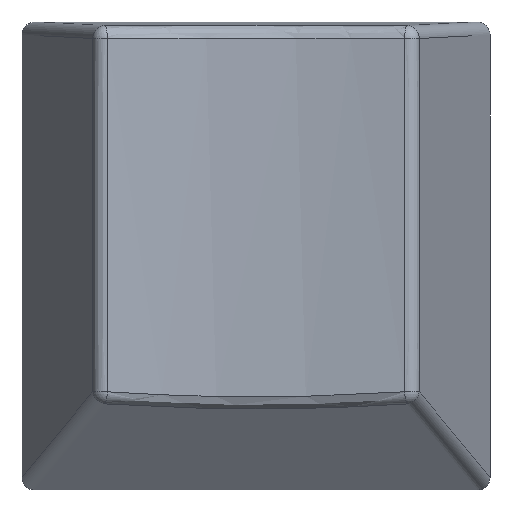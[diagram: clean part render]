
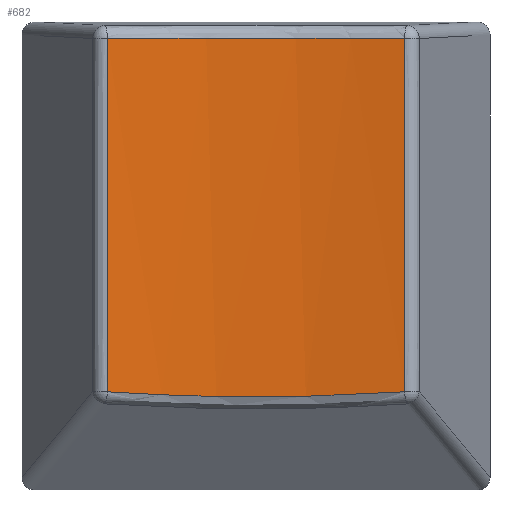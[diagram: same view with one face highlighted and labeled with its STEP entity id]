
A CAD part, top view. The second image highlights one B-rep face of the part: STEP entity #682.
In plain terms, the highlighted free-form (B-spline) face has degree [5, 1] with [15, 2] control points.
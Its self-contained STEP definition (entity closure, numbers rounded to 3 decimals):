
#15=(
BOUNDED_SURFACE()
B_SPLINE_SURFACE(5,1,((#1278,#1279),(#1280,#1281),(#1282,#1283),(#1284,
#1285),(#1286,#1287),(#1288,#1289),(#1290,#1291),(#1292,#1293),(#1294,#1295),
(#1296,#1297),(#1298,#1299),(#1300,#1301),(#1302,#1303),(#1304,#1305),(#1306,
#1307)),.UNSPECIFIED.,.F.,.F.,.F.)
B_SPLINE_SURFACE_WITH_KNOTS((6,1,1,1,1,1,1,1,1,1,6),(2,2),(-1.,-0.9,-0.8,
-0.7,-0.6,-0.5,-0.4,-0.3,-0.2,-0.1,0.),(-1.07,1.07),.UNSPECIFIED.)
GEOMETRIC_REPRESENTATION_ITEM()
RATIONAL_B_SPLINE_SURFACE(((1.,1.),(1.,1.),(1.,1.),(1.,1.),(1.,1.),(1.,
1.),(1.,1.),(1.,1.),(1.,1.),(1.,1.),(1.,1.),(1.,1.),(1.,1.),(1.,1.),(1.,
1.)))
REPRESENTATION_ITEM('')
SURFACE()
);
#78=FACE_OUTER_BOUND('',#121,.T.);
#121=EDGE_LOOP('',(#546,#547,#548,#549));
#151=B_SPLINE_CURVE_WITH_KNOTS('',3,(#1129,#1130,#1131,#1132,#1133),
 .UNSPECIFIED.,.F.,.F.,(4,1,4),(0.045,0.548,1.218),
 .UNSPECIFIED.);
#153=B_SPLINE_CURVE_WITH_KNOTS('',3,(#1184,#1185,#1186,#1187,#1188),
 .UNSPECIFIED.,.F.,.F.,(4,1,4),(0.045,0.716,1.219),
 .UNSPECIFIED.);
#155=B_SPLINE_CURVE_WITH_KNOTS('',3,(#1219,#1220,#1221,#1222),
 .UNSPECIFIED.,.F.,.F.,(4,4),(0.05,1.417),
 .UNSPECIFIED.);
#156=B_SPLINE_CURVE_WITH_KNOTS('',3,(#1243,#1244,#1245,#1246),
 .UNSPECIFIED.,.F.,.F.,(4,4),(-1.417,-0.05),
 .UNSPECIFIED.);
#313=VERTEX_POINT('',#1089);
#316=VERTEX_POINT('',#1096);
#318=VERTEX_POINT('',#1136);
#322=VERTEX_POINT('',#1148);
#385=EDGE_CURVE('',#313,#316,#151,.T.);
#396=EDGE_CURVE('',#322,#318,#153,.T.);
#401=EDGE_CURVE('',#316,#322,#155,.T.);
#402=EDGE_CURVE('',#318,#313,#156,.T.);
#546=ORIENTED_EDGE('',*,*,#396,.F.);
#547=ORIENTED_EDGE('',*,*,#401,.F.);
#548=ORIENTED_EDGE('',*,*,#385,.F.);
#549=ORIENTED_EDGE('',*,*,#402,.F.);
#682=ADVANCED_FACE('',(#78),#15,.F.);
#1089=CARTESIAN_POINT('',(-5.751,8.396,9.313));
#1096=CARTESIAN_POINT('',(5.751,8.396,9.313));
#1129=CARTESIAN_POINT('Ctrl Pts',(-5.751,8.396,9.313));
#1130=CARTESIAN_POINT('Ctrl Pts',(-4.119,8.401,9.031));
#1131=CARTESIAN_POINT('Ctrl Pts',(-0.277,8.409,8.596));
#1132=CARTESIAN_POINT('Ctrl Pts',(3.576,8.403,8.937));
#1133=CARTESIAN_POINT('Ctrl Pts',(5.751,8.396,9.313));
#1136=CARTESIAN_POINT('',(-5.751,-5.269,9.313));
#1148=CARTESIAN_POINT('',(5.751,-5.269,9.313));
#1184=CARTESIAN_POINT('Ctrl Pts',(5.751,-5.269,9.313));
#1185=CARTESIAN_POINT('Ctrl Pts',(3.578,-5.408,8.937));
#1186=CARTESIAN_POINT('Ctrl Pts',(-0.278,-5.536,
8.596));
#1187=CARTESIAN_POINT('Ctrl Pts',(-4.122,-5.373,9.031));
#1188=CARTESIAN_POINT('Ctrl Pts',(-5.751,-5.269,9.313));
#1219=CARTESIAN_POINT('Ctrl Pts',(5.751,8.396,9.313));
#1220=CARTESIAN_POINT('Ctrl Pts',(5.751,3.841,9.313));
#1221=CARTESIAN_POINT('Ctrl Pts',(5.751,-0.714,9.313));
#1222=CARTESIAN_POINT('Ctrl Pts',(5.751,-5.269,9.313));
#1243=CARTESIAN_POINT('Ctrl Pts',(-5.751,-5.269,9.313));
#1244=CARTESIAN_POINT('Ctrl Pts',(-5.751,-0.714,
9.313));
#1245=CARTESIAN_POINT('Ctrl Pts',(-5.751,3.841,9.313));
#1246=CARTESIAN_POINT('Ctrl Pts',(-5.751,8.396,9.313));
#1278=CARTESIAN_POINT('Ctrl Pts',(6.185,-10.701,9.39));
#1279=CARTESIAN_POINT('Ctrl Pts',(6.185,10.701,9.39));
#1280=CARTESIAN_POINT('Ctrl Pts',(5.938,-10.701,9.344));
#1281=CARTESIAN_POINT('Ctrl Pts',(5.938,10.701,9.344));
#1282=CARTESIAN_POINT('Ctrl Pts',(5.443,-10.701,9.257));
#1283=CARTESIAN_POINT('Ctrl Pts',(5.443,10.701,9.257));
#1284=CARTESIAN_POINT('Ctrl Pts',(4.701,-10.701,9.139));
#1285=CARTESIAN_POINT('Ctrl Pts',(4.701,10.701,9.139));
#1286=CARTESIAN_POINT('Ctrl Pts',(3.711,-10.701,9.005));
#1287=CARTESIAN_POINT('Ctrl Pts',(3.711,10.701,9.005));
#1288=CARTESIAN_POINT('Ctrl Pts',(2.474,-10.701,8.881));
#1289=CARTESIAN_POINT('Ctrl Pts',(2.474,10.701,8.881));
#1290=CARTESIAN_POINT('Ctrl Pts',(1.237,-10.701,8.803));
#1291=CARTESIAN_POINT('Ctrl Pts',(1.237,10.701,8.803));
#1292=CARTESIAN_POINT('Ctrl Pts',(0.,-10.701,8.777));
#1293=CARTESIAN_POINT('Ctrl Pts',(0.,10.701,8.777));
#1294=CARTESIAN_POINT('Ctrl Pts',(-1.237,-10.701,8.803));
#1295=CARTESIAN_POINT('Ctrl Pts',(-1.237,10.701,8.803));
#1296=CARTESIAN_POINT('Ctrl Pts',(-2.474,-10.701,8.881));
#1297=CARTESIAN_POINT('Ctrl Pts',(-2.474,10.701,8.881));
#1298=CARTESIAN_POINT('Ctrl Pts',(-3.711,-10.701,9.005));
#1299=CARTESIAN_POINT('Ctrl Pts',(-3.711,10.701,9.005));
#1300=CARTESIAN_POINT('Ctrl Pts',(-4.701,-10.701,9.139));
#1301=CARTESIAN_POINT('Ctrl Pts',(-4.701,10.701,9.139));
#1302=CARTESIAN_POINT('Ctrl Pts',(-5.443,-10.701,9.257));
#1303=CARTESIAN_POINT('Ctrl Pts',(-5.443,10.701,9.257));
#1304=CARTESIAN_POINT('Ctrl Pts',(-5.938,-10.701,9.344));
#1305=CARTESIAN_POINT('Ctrl Pts',(-5.938,10.701,9.344));
#1306=CARTESIAN_POINT('Ctrl Pts',(-6.185,-10.701,9.39));
#1307=CARTESIAN_POINT('Ctrl Pts',(-6.185,10.701,9.39));
